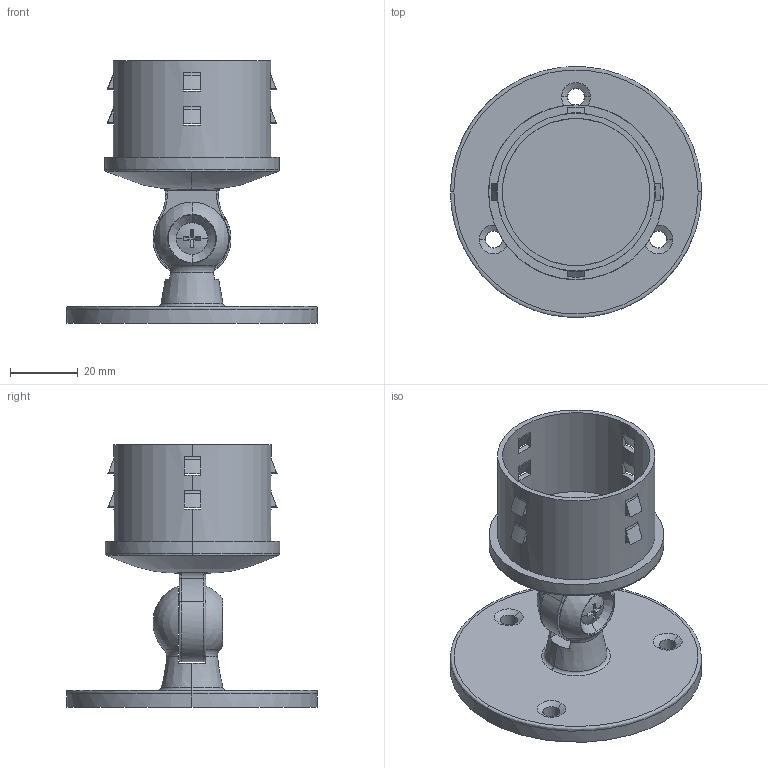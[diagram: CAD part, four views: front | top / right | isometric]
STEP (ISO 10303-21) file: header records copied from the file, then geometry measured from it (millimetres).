
FILE_DESCRIPTION (( 'STEP AP214' ), '1' );
FILE_NAME ('àðò. KRT207.STEP', '2014-05-18T19:19:44', ( '' ), ( '' ), 'SwSTEP 2.0', 'SolidWorks 2014', '' );
FILE_SCHEMA (( 'AUTOMOTIVE_DESIGN' ));
Length unit declared in the file: millimetre
Products named in the file (4): àðò. KRT207; àðò. KRT207.01; oval head_am_B18.6.7M - M5 x 0.8 x 13 Type I Cross Recessed OHMS --13N; àðò. KRT207.02
Assembly tree (3 placements, depth 2):
  àðò. KRT207
    àðò. KRT207.01
    àðò. KRT207.02
    oval head_am_B18.6.7M - M5 x 0.8 x 13 Type I Cross Recessed OHMS --13N
Bounding box: 74 x 74 x 77.5 mm (x, y, z)
Volume: 50206.9 mm3; surface area: 26977.4 mm2
Topology: 3 solids, 3 shells, 204 faces, 543 edges, 342 vertices
Faces by surface type: plane 76, bspline 60, cylinder 46, cone 12, sphere 6, torus 4
Entity records: 9129 total; most frequent: CARTESIAN_POINT 4403, ORIENTED_EDGE 1084, DIRECTION 789, EDGE_CURVE 542, VERTEX_POINT 342, AXIS2_PLACEMENT_3D 289, EDGE_LOOP 228, VECTOR 211
